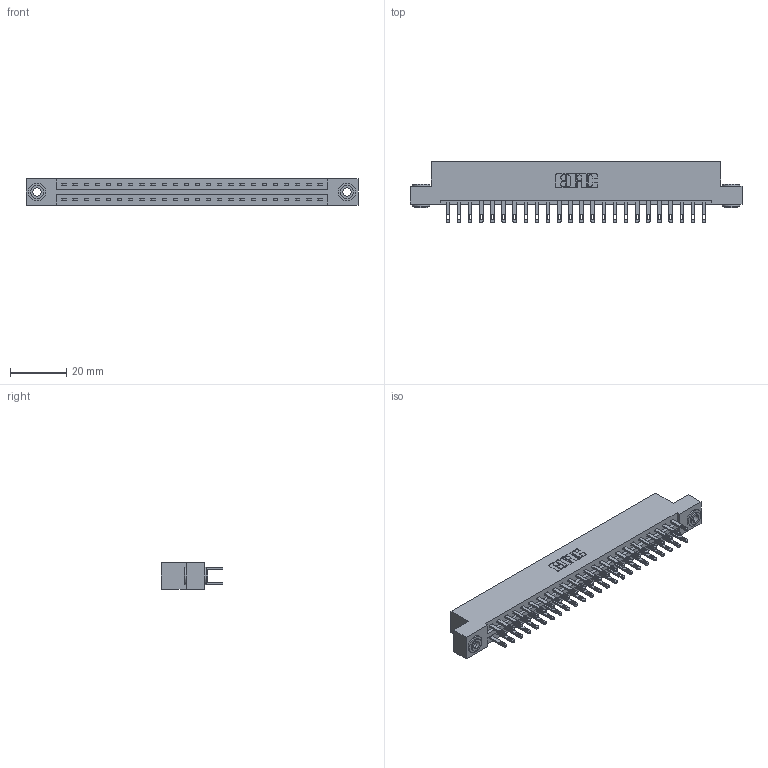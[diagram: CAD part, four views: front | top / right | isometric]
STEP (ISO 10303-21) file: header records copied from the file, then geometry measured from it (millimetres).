
FILE_DESCRIPTION (( 'STEP AP203' ), '1' );
FILE_NAME ('337-048-500-203.STEP', '2018-08-09T09:02:55', ( '' ), ( '' ), 'SwSTEP 2.0', 'SolidWorks 2016', '' );
FILE_SCHEMA (( 'CONFIG_CONTROL_DESIGN' ));
Length unit declared in the file: inch
Products named in the file (4): 337 Part_Flush Mounting Lugs - 0.156 Dia-TH; 345-292-001_345-293-100; 345-250-002_345-250-002-102; 337-048-500-203
Assembly tree (51 placements, depth 2):
  337-048-500-203
    337 Part_Flush Mounting Lugs - 0.156 Dia-TH
    345-292-001_345-293-100  x48
    345-250-002_345-250-002-102  x2
Bounding box: 118.11 x 21.85 x 9.4 mm (x, y, z)
Volume: 12373.8 mm3; surface area: 14570.8 mm2
Topology: 51 solids, 51 shells, 2552 faces, 7731 edges, 5150 vertices
Faces by surface type: plane 1616, cylinder 928, cone 8
Entity records: 21516 total; most frequent: CARTESIAN_POINT 3613, ORIENTED_EDGE 3542, DIRECTION 3141, EDGE_CURVE 1771, VECTOR 1615, LINE 1615, VERTEX_POINT 1178, AXIS2_PLACEMENT_3D 763
